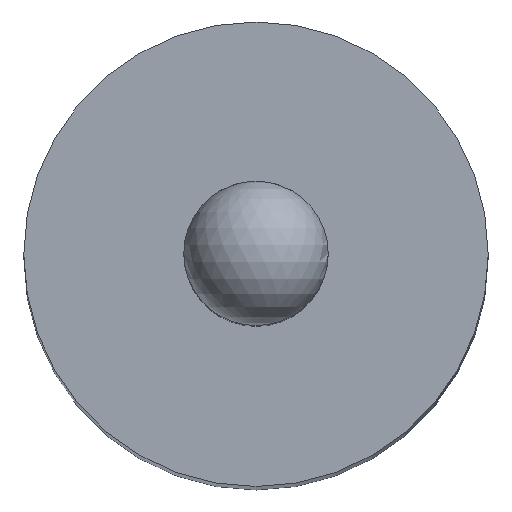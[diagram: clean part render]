
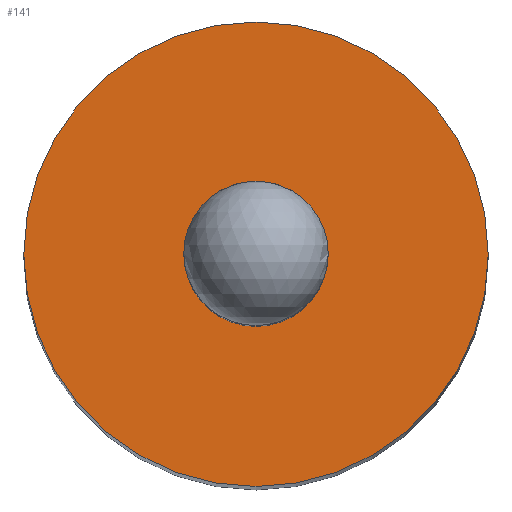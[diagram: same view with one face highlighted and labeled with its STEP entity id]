
A CAD part, top view. The second image highlights one B-rep face of the part: STEP entity #141.
In plain terms, the highlighted planar face has unit normal (0, 0, 1).
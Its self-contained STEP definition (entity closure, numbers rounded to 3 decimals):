
#5 = DIRECTION ( 'NONE',  ( -1., 0., 0. ) ) ;
#22 = EDGE_LOOP ( 'NONE', ( #68 ) ) ;
#29 = CARTESIAN_POINT ( 'NONE',  ( 0., 0., -0.88 ) ) ;
#31 = PLANE ( 'NONE',  #152 ) ;
#52 = FACE_OUTER_BOUND ( 'NONE', #339, .T. ) ;
#60 = CARTESIAN_POINT ( 'NONE',  ( -0.37, 0., -0.88 ) ) ;
#68 = ORIENTED_EDGE ( 'NONE', *, *, #84, .T. ) ;
#71 = CARTESIAN_POINT ( 'NONE',  ( 0., 0., -0.88 ) ) ;
#84 = EDGE_CURVE ( 'NONE', #334, #334, #315, .T. ) ;
#106 = FACE_BOUND ( 'NONE', #22, .T. ) ;
#111 = AXIS2_PLACEMENT_3D ( 'NONE', #295, #326, #290 ) ;
#141 = ADVANCED_FACE ( 'NONE', ( #106, #52 ), #31, .F. ) ;
#152 = AXIS2_PLACEMENT_3D ( 'NONE', #29, #327, #5 ) ;
#161 = CARTESIAN_POINT ( 'NONE',  ( -0.115, 0., -0.88 ) ) ;
#178 = DIRECTION ( 'NONE',  ( 0., 0., -1. ) ) ;
#212 = EDGE_CURVE ( 'NONE', #233, #233, #255, .T. ) ;
#222 = AXIS2_PLACEMENT_3D ( 'NONE', #71, #178, #286 ) ;
#233 = VERTEX_POINT ( 'NONE', #60 ) ;
#255 = CIRCLE ( 'NONE', #111, 0.37 ) ;
#286 = DIRECTION ( 'NONE',  ( -1., 0., 0. ) ) ;
#290 = DIRECTION ( 'NONE',  ( -1., 0., 0. ) ) ;
#295 = CARTESIAN_POINT ( 'NONE',  ( 0., 0., -0.88 ) ) ;
#315 = CIRCLE ( 'NONE', #222, 0.115 ) ;
#316 = ORIENTED_EDGE ( 'NONE', *, *, #212, .F. ) ;
#326 = DIRECTION ( 'NONE',  ( 0., 0., -1. ) ) ;
#327 = DIRECTION ( 'NONE',  ( 0., 0., -1. ) ) ;
#334 = VERTEX_POINT ( 'NONE', #161 ) ;
#339 = EDGE_LOOP ( 'NONE', ( #316 ) ) ;
